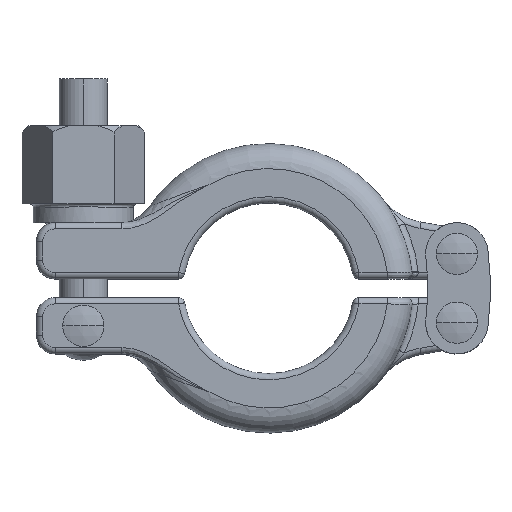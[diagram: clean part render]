
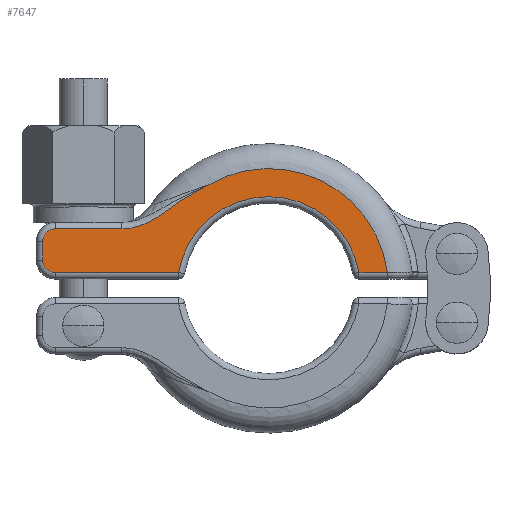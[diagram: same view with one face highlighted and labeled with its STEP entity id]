
A CAD part, top view. The second image highlights one B-rep face of the part: STEP entity #7647.
In plain terms, the highlighted planar face has unit normal (0, 0, 1).
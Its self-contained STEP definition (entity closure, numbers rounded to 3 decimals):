
#57 = EDGE_CURVE ( 'NONE', #12708, #11552, #1203, .T. ) ;
#272 = CARTESIAN_POINT ( 'NONE',  ( -9.72, 16.5, 8.5 ) ) ;
#305 = AXIS2_PLACEMENT_3D ( 'NONE', #4651, #3408, #5743 ) ;
#359 = CARTESIAN_POINT ( 'NONE',  ( -36.15, 4.5, 8.5 ) ) ;
#483 = ORIENTED_EDGE ( 'NONE', *, *, #1090, .T. ) ;
#647 = EDGE_CURVE ( 'NONE', #13441, #12708, #10266, .T. ) ;
#783 = EDGE_CURVE ( 'NONE', #10463, #13441, #2373, .T. ) ;
#979 = FACE_OUTER_BOUND ( 'NONE', #10867, .T. ) ;
#1090 = EDGE_CURVE ( 'NONE', #10182, #3470, #12273, .T. ) ;
#1203 = CIRCLE ( 'NONE', #8407, 19.15 ) ;
#1208 = CARTESIAN_POINT ( 'NONE',  ( -20.277, 10.109, 8.5 ) ) ;
#1358 = CARTESIAN_POINT ( 'NONE',  ( -10.897, 15.947, 8.5 ) ) ;
#1527 = ORIENTED_EDGE ( 'NONE', *, *, #13196, .T. ) ;
#1882 = ORIENTED_EDGE ( 'NONE', *, *, #783, .T. ) ;
#1900 = CARTESIAN_POINT ( 'NONE',  ( -34.15, 4.5, 8.5 ) ) ;
#2013 = VECTOR ( 'NONE', #8059, 1000. ) ;
#2231 = CARTESIAN_POINT ( 'NONE',  ( -14.204, 13.879, 8.5 ) ) ;
#2373 = CIRCLE ( 'NONE', #305, 14.65 ) ;
#2381 = CARTESIAN_POINT ( 'NONE',  ( -36.15, 7.5, 8.5 ) ) ;
#2430 = CARTESIAN_POINT ( 'NONE',  ( 0., 0., 8.5 ) ) ;
#2443 = CARTESIAN_POINT ( 'NONE',  ( -12.03, 15.303, 8.5 ) ) ;
#2518 = CARTESIAN_POINT ( 'NONE',  ( -13.668, 14.246, 8.5 ) ) ;
#3008 = CARTESIAN_POINT ( 'NONE',  ( -23.47, 9.5, 8.5 ) ) ;
#3077 = VECTOR ( 'NONE', #10341, 1000. ) ;
#3174 = DIRECTION ( 'NONE',  ( -1., 0., 0. ) ) ;
#3294 = CARTESIAN_POINT ( 'NONE',  ( 0., 0., 8.5 ) ) ;
#3321 = CARTESIAN_POINT ( 'NONE',  ( -18.473, 10.904, 8.5 ) ) ;
#3401 = CARTESIAN_POINT ( 'NONE',  ( -22.16, 9.581, 8.5 ) ) ;
#3408 = DIRECTION ( 'NONE',  ( 0., 0., -1. ) ) ;
#3470 = VERTEX_POINT ( 'NONE', #9901 ) ;
#3612 = LINE ( 'NONE', #11260, #2013 ) ;
#3728 = ORIENTED_EDGE ( 'NONE', *, *, #12977, .T. ) ;
#3983 = DIRECTION ( 'NONE',  ( 0., -1., 0. ) ) ;
#4334 = PLANE ( 'NONE',  #13128 ) ;
#4352 = CIRCLE ( 'NONE', #5038, 2. ) ;
#4429 = CARTESIAN_POINT ( 'NONE',  ( -15.269, 13.131, 8.5 ) ) ;
#4559 = DIRECTION ( 'NONE',  ( 0., 0., 1. ) ) ;
#4651 = CARTESIAN_POINT ( 'NONE',  ( 0., 0., 8.5 ) ) ;
#5038 = AXIS2_PLACEMENT_3D ( 'NONE', #1900, #7600, #11738 ) ;
#5217 = DIRECTION ( 'NONE',  ( 1., 0., 0. ) ) ;
#5407 = B_SPLINE_CURVE_WITH_KNOTS ( 'NONE', 3,
 ( #272, #1358, #2443, #2518, #2231, #4429, #13308, #6892, #3321, #7765, #1208, #11126, #13386, #3401, #7845, #10592 ),
 .UNSPECIFIED., .F., .F.,
 ( 4, 2, 2, 2, 2, 2, 2, 4 ),
 ( 0., 0.004, 0.006, 0.008, 0.012, 0.013, 0.014, 0.016 ),
 .UNSPECIFIED. ) ;
#5542 = ORIENTED_EDGE ( 'NONE', *, *, #647, .T. ) ;
#5707 = CIRCLE ( 'NONE', #13860, 2. ) ;
#5743 = DIRECTION ( 'NONE',  ( 1., 0., 0. ) ) ;
#5765 = VERTEX_POINT ( 'NONE', #10533 ) ;
#6728 = CARTESIAN_POINT ( 'NONE',  ( -34.15, 9.5, 8.5 ) ) ;
#6892 = CARTESIAN_POINT ( 'NONE',  ( -17.393, 11.626, 8.5 ) ) ;
#7248 = CARTESIAN_POINT ( 'NONE',  ( -36.15, 4.5, 8.5 ) ) ;
#7600 = DIRECTION ( 'NONE',  ( 0., 0., 1. ) ) ;
#7612 = DIRECTION ( 'NONE',  ( 1., 0., 0. ) ) ;
#7647 = ADVANCED_FACE ( 'NONE', ( #979 ), #4334, .T. ) ;
#7765 = CARTESIAN_POINT ( 'NONE',  ( -19.969, 10.232, 8.5 ) ) ;
#7845 = CARTESIAN_POINT ( 'NONE',  ( -22.807, 9.5, 8.5 ) ) ;
#7960 = DIRECTION ( 'NONE',  ( 1., 0., 0. ) ) ;
#8059 = DIRECTION ( 'NONE',  ( 1., 0., 0. ) ) ;
#8407 = AXIS2_PLACEMENT_3D ( 'NONE', #2430, #4559, #7960 ) ;
#8632 = CARTESIAN_POINT ( 'NONE',  ( -34.15, 7.5, 8.5 ) ) ;
#8721 = ORIENTED_EDGE ( 'NONE', *, *, #57, .T. ) ;
#8947 = CARTESIAN_POINT ( 'NONE',  ( -14.435, 2.5, 8.5 ) ) ;
#9585 = EDGE_CURVE ( 'NONE', #11634, #10898, #10749, .T. ) ;
#9812 = VECTOR ( 'NONE', #3174, 1000. ) ;
#9901 = CARTESIAN_POINT ( 'NONE',  ( -34.15, 9.5, 8.5 ) ) ;
#10106 = CARTESIAN_POINT ( 'NONE',  ( 18.986, 2.5, 8.5 ) ) ;
#10182 = VERTEX_POINT ( 'NONE', #3008 ) ;
#10266 = LINE ( 'NONE', #10480, #3077 ) ;
#10341 = DIRECTION ( 'NONE',  ( 1., 0., 0. ) ) ;
#10463 = VERTEX_POINT ( 'NONE', #8947 ) ;
#10476 = CARTESIAN_POINT ( 'NONE',  ( -9.72, 16.5, 8.5 ) ) ;
#10480 = CARTESIAN_POINT ( 'NONE',  ( 19.091, 2.5, 8.5 ) ) ;
#10533 = CARTESIAN_POINT ( 'NONE',  ( -34.15, 2.5, 8.5 ) ) ;
#10592 = CARTESIAN_POINT ( 'NONE',  ( -23.47, 9.5, 8.5 ) ) ;
#10749 = LINE ( 'NONE', #7248, #12470 ) ;
#10867 = EDGE_LOOP ( 'NONE', ( #8721, #13577, #483, #1527, #12541, #11878, #3728, #1882, #5542 ) ) ;
#10898 = VERTEX_POINT ( 'NONE', #359 ) ;
#11126 = CARTESIAN_POINT ( 'NONE',  ( -20.897, 9.895, 8.5 ) ) ;
#11260 = CARTESIAN_POINT ( 'NONE',  ( -13.567, 2.5, 8.5 ) ) ;
#11552 = VERTEX_POINT ( 'NONE', #10476 ) ;
#11634 = VERTEX_POINT ( 'NONE', #2381 ) ;
#11738 = DIRECTION ( 'NONE',  ( 1., 0., 0. ) ) ;
#11878 = ORIENTED_EDGE ( 'NONE', *, *, #14030, .T. ) ;
#11980 = EDGE_CURVE ( 'NONE', #11552, #10182, #5407, .T. ) ;
#12273 = LINE ( 'NONE', #6728, #9812 ) ;
#12470 = VECTOR ( 'NONE', #3983, 1000. ) ;
#12541 = ORIENTED_EDGE ( 'NONE', *, *, #9585, .T. ) ;
#12708 = VERTEX_POINT ( 'NONE', #10106 ) ;
#12977 = EDGE_CURVE ( 'NONE', #5765, #10463, #3612, .T. ) ;
#13010 = DIRECTION ( 'NONE',  ( 0., 0., 1. ) ) ;
#13128 = AXIS2_PLACEMENT_3D ( 'NONE', #3294, #13285, #7612 ) ;
#13196 = EDGE_CURVE ( 'NONE', #3470, #11634, #5707, .T. ) ;
#13285 = DIRECTION ( 'NONE',  ( 0., 0., 1. ) ) ;
#13308 = CARTESIAN_POINT ( 'NONE',  ( -15.797, 12.75, 8.5 ) ) ;
#13386 = CARTESIAN_POINT ( 'NONE',  ( -21.21, 9.804, 8.5 ) ) ;
#13441 = VERTEX_POINT ( 'NONE', #13796 ) ;
#13577 = ORIENTED_EDGE ( 'NONE', *, *, #11980, .T. ) ;
#13796 = CARTESIAN_POINT ( 'NONE',  ( 14.435, 2.5, 8.5 ) ) ;
#13860 = AXIS2_PLACEMENT_3D ( 'NONE', #8632, #13010, #5217 ) ;
#14030 = EDGE_CURVE ( 'NONE', #10898, #5765, #4352, .T. ) ;
